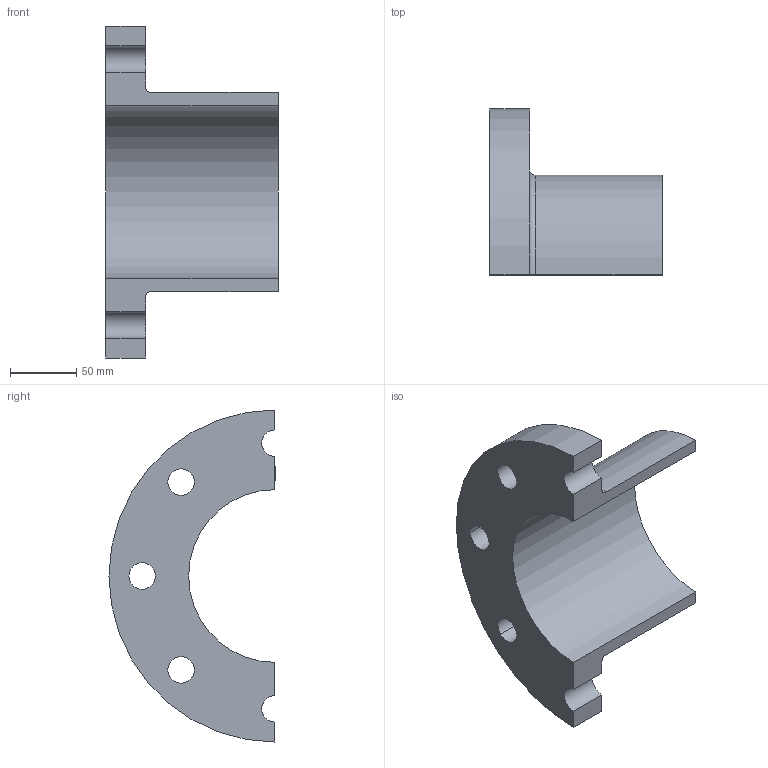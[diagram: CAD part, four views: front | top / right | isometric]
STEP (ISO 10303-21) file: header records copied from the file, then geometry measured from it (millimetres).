
FILE_DESCRIPTION((''),'2;1');
FILE_NAME('FLANSCH','2025-11-19T20:45:16',('Steffen Jaeger'),(''),'CREO PARAMETRIC BY PTC INC, 2023424','CREO PARAMETRIC BY PTC INC, 2023424','');
FILE_SCHEMA(('AUTOMOTIVE_DESIGN { 1 0 10303 214 1 1 1 1 }'));
Length unit declared in the file: millimetre
Products named in the file (1): FLANSCH
Bounding box: 130 x 125 x 250 mm (x, y, z)
Volume: 720462.4 mm3; surface area: 106688.2 mm2
Topology: 1 solids, 1 shells, 19 faces, 51 edges, 34 vertices
Faces by surface type: cylinder 11, plane 7, torus 1
Entity records: 678 total; most frequent: DIRECTION 114, CARTESIAN_POINT 106, ORIENTED_EDGE 102, EDGE_CURVE 51, AXIS2_PLACEMENT_3D 44, VERTEX_POINT 34, VECTOR 26, LINE 26
